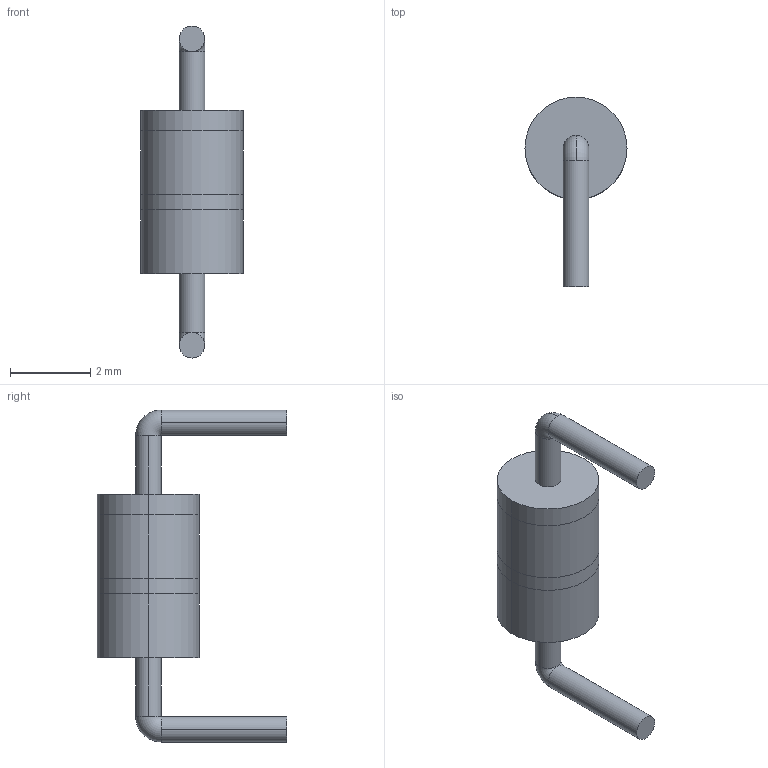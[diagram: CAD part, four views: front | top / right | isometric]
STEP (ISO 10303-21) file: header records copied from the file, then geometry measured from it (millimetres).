
FILE_DESCRIPTION (( 'STEP AP214' ), '1' );
FILE_NAME ('1N47xxA.STEP', '2022-04-02T00:35:34', ( '' ), ( '' ), 'SwSTEP 2.0', 'SolidWorks 2020', '' );
FILE_SCHEMA (( 'AUTOMOTIVE_DESIGN' ));
Length unit declared in the file: inch
Products named in the file (1): 1N47xxA
Bounding box: 2.54 x 4.71 x 8.26 mm (x, y, z)
Volume: 23.8 mm3; surface area: 93.2 mm2
Topology: 4 solids, 4 shells, 30 faces, 60 edges, 40 vertices
Faces by surface type: cylinder 16, plane 10, torus 4
Entity records: 1011 total; most frequent: DIRECTION 166, CARTESIAN_POINT 131, ORIENTED_EDGE 120, AXIS2_PLACEMENT_3D 75, EDGE_CURVE 60, CIRCLE 44, VERTEX_POINT 40, EDGE_LOOP 32
